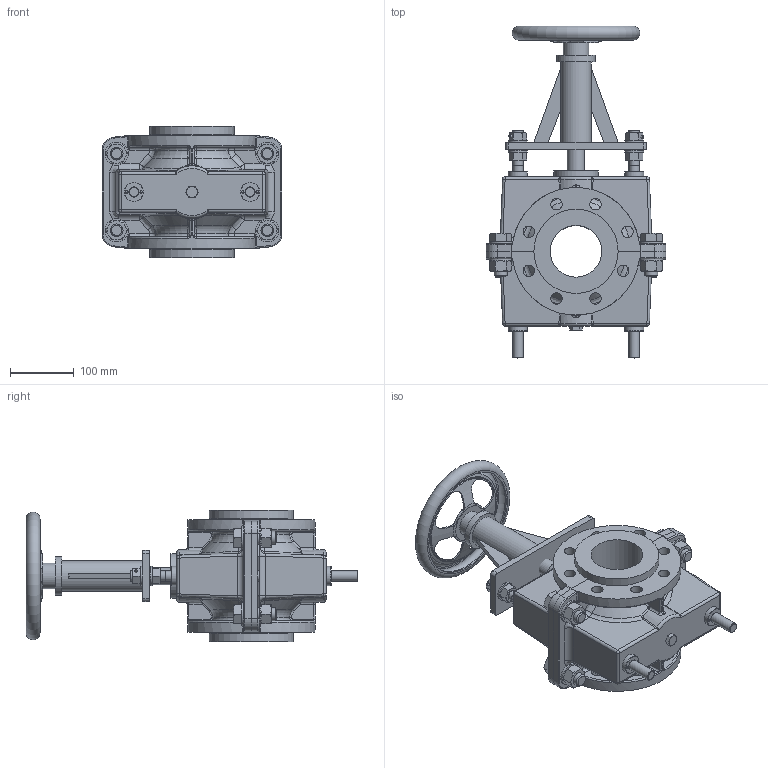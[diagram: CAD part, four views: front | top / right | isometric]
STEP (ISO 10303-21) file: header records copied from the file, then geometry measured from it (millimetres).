
FILE_DESCRIPTION((''),'2;1');
FILE_NAME('BE80M10-1X3.stp','2016-11-04T15:53:34',('niko.tikander'),(''),'Autodesk Inventor 2011','Autodesk Inventor 2011','');
FILE_SCHEMA(('CONFIG_CONTROL_DESIGN'));
Length unit declared in the file: inch
Products named in the file (1): BE80M10-1X3_Shrinkwrap_1
Bounding box: 282 x 520 x 206 mm (x, y, z)
Surface area: 674991.3 mm2 (no closed solid volume)
Topology: 0 solids, 76 shells, 691 faces, 1901 edges, 1200 vertices
Faces by surface type: plane 213, cylinder 194, bspline 136, cone 86, torus 46, sphere 16
Full cylindrical faces by diameter (mm): 4 x10, 6 x3, 8 x1, 10 x1, 14 x2, 16 x3, 16.2 x1, 18 x16, 20 x4, 24.1 x4, 26 x4, 26.9 x1, 30 x8, 32 x1, 36.5 x8, 40 x1, 48.3 x1, 56.656 x1, 60 x2, 70 x1, 81 x2, 132 x2, 140 x1, 172 x1
Entity records: 37222 total; most frequent: CARTESIAN_POINT 20969, DIRECTION 3062, ORIENTED_EDGE 3001, EDGE_CURVE 1793, AXIS2_PLACEMENT_3D 1332, VERTEX_POINT 1191, EDGE_LOOP 899, CIRCLE 736
